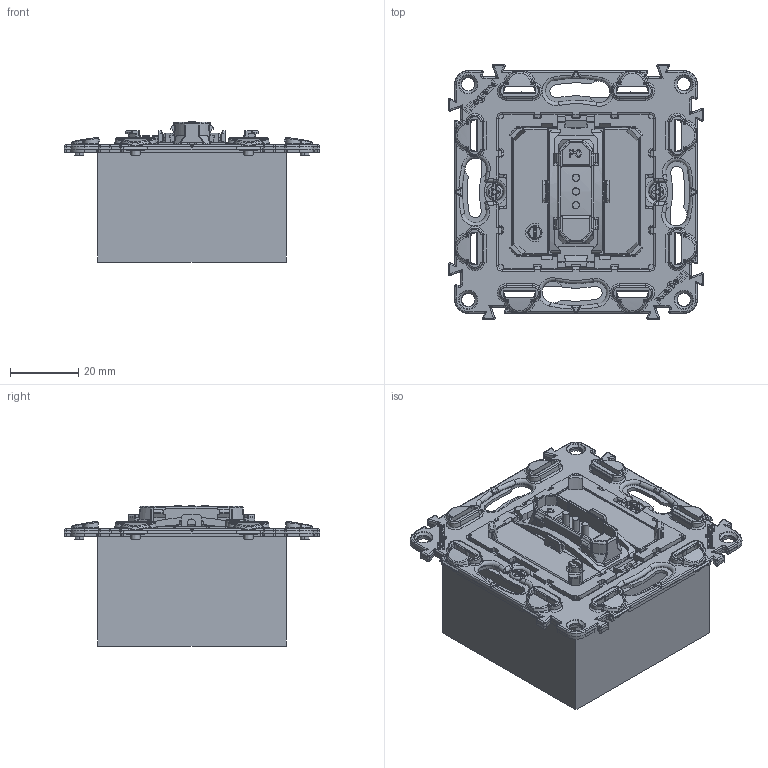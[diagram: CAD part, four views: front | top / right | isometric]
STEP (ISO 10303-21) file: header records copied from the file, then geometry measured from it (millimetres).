
FILE_DESCRIPTION(('CATIA V5 STEP Exchange','CAx-IF Rec.Pracs.--- Model Styling and Organization---1.4--- 2014-01-23'),'2;1');
FILE_NAME('752032_AllCATPart.stp','2020-02-13T09:31:28+00:00',('none'),('none'),'CATIA Version 5-6 Release 2017 SP3','CATIA V5 STEP AP214','none');
FILE_SCHEMA(('AUTOMOTIVE_DESIGN { 1 0 10303 214 1 1 1 1 }'));
Products named in the file (1): 752032_AllCATPart
Bounding box: 74.7 x 74.7 x 40.9 mm (x, y, z)
Volume: 106456.1 mm3; surface area: 27202.5 mm2
Topology: 1 solids, 3 shells, 6026 faces, 17393 edges, 11311 vertices
Faces by surface type: plane 4425, cylinder 747, bspline 397, cone 223, torus 169, sphere 53, extrusion 12
Entity records: 217106 total; most frequent: CARTESIAN_POINT 64846, ORIENTED_EDGE 34618, DIRECTION 23910, EDGE_CURVE 17309, VECTOR 12933, LINE 12921, VERTEX_POINT 11311, EDGE_LOOP 6180
